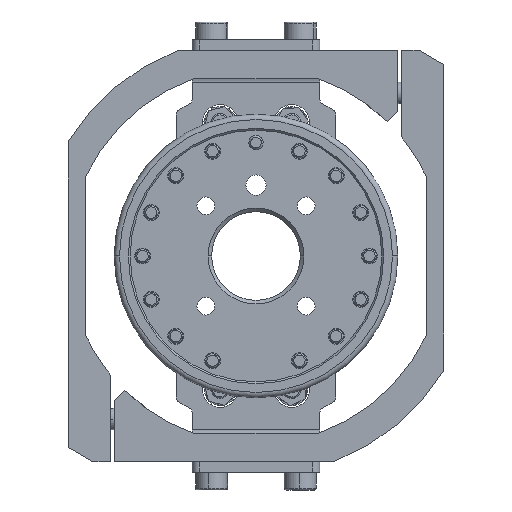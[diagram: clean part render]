
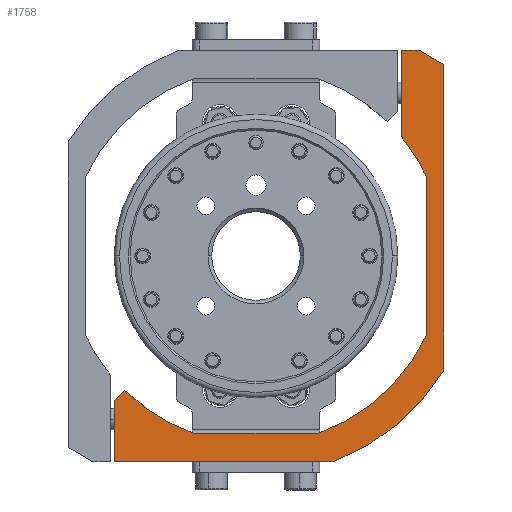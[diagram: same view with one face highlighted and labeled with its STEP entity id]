
A CAD part, left-side view. The second image highlights one B-rep face of the part: STEP entity #1758.
In plain terms, the highlighted planar face has unit normal (-1, 0, 0).
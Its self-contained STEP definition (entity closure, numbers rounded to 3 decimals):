
#71 = ORIENTED_EDGE ( 'NONE', *, *, #19151, .T. ) ;
#199 = EDGE_CURVE ( 'NONE', #3083, #11710, #11793, .T. ) ;
#284 = EDGE_CURVE ( 'NONE', #16466, #1313, #10895, .T. ) ;
#501 = EDGE_LOOP ( 'NONE', ( #17939, #71, #13631, #17514, #10703, #13329, #4900, #16047, #3130, #1941, #4260, #2242, #14607 ) ) ;
#645 = CARTESIAN_POINT ( 'NONE',  ( 831., -48., 1307.472 ) ) ;
#894 = VECTOR ( 'NONE', #1085, 1000. ) ;
#955 = VERTEX_POINT ( 'NONE', #15515 ) ;
#1085 = DIRECTION ( 'NONE',  ( 0., -1., 0. ) ) ;
#1106 = CARTESIAN_POINT ( 'NONE',  ( 831., -48., 1262.528 ) ) ;
#1313 = VERTEX_POINT ( 'NONE', #15684 ) ;
#1350 = DIRECTION ( 'NONE',  ( -1., 0., 0. ) ) ;
#1499 = DIRECTION ( 'NONE',  ( 0., 0., 1. ) ) ;
#1665 = VERTEX_POINT ( 'NONE', #645 ) ;
#1758 = ADVANCED_FACE ( 'NONE', ( #2401 ), #15474, .T. ) ;
#1941 = ORIENTED_EDGE ( 'NONE', *, *, #284, .T. ) ;
#2242 = ORIENTED_EDGE ( 'NONE', *, *, #14603, .F. ) ;
#2401 = FACE_OUTER_BOUND ( 'NONE', #501, .T. ) ;
#2692 = CARTESIAN_POINT ( 'NONE',  ( 831., 40., 1227. ) ) ;
#2770 = DIRECTION ( 'NONE',  ( 0., 1., 0. ) ) ;
#2927 = DIRECTION ( 'NONE',  ( 0., 0., 1. ) ) ;
#3023 = CARTESIAN_POINT ( 'NONE',  ( 831., -36.633, 1348.45 ) ) ;
#3083 = VERTEX_POINT ( 'NONE', #18678 ) ;
#3130 = ORIENTED_EDGE ( 'NONE', *, *, #7943, .F. ) ;
#3444 = AXIS2_PLACEMENT_3D ( 'NONE', #11668, #8868, #19015 ) ;
#3729 = AXIS2_PLACEMENT_3D ( 'NONE', #13460, #1350, #7257 ) ;
#4260 = ORIENTED_EDGE ( 'NONE', *, *, #5113, .F. ) ;
#4322 = EDGE_CURVE ( 'NONE', #1665, #17184, #10850, .T. ) ;
#4611 = LINE ( 'NONE', #10521, #13779 ) ;
#4900 = ORIENTED_EDGE ( 'NONE', *, *, #199, .F. ) ;
#5106 = DIRECTION ( 'NONE',  ( -1., 0., 0. ) ) ;
#5113 = EDGE_CURVE ( 'NONE', #11326, #1313, #14782, .T. ) ;
#6060 = VERTEX_POINT ( 'NONE', #16824 ) ;
#6071 = LINE ( 'NONE', #11986, #18932 ) ;
#6205 = AXIS2_PLACEMENT_3D ( 'NONE', #6314, #14855, #13689 ) ;
#6314 = CARTESIAN_POINT ( 'NONE',  ( 831., 0., 1285. ) ) ;
#6337 = LINE ( 'NONE', #12351, #9964 ) ;
#6801 = VECTOR ( 'NONE', #11933, 1000. ) ;
#7017 = EDGE_CURVE ( 'NONE', #17184, #7455, #6071, .T. ) ;
#7257 = DIRECTION ( 'NONE',  ( 0., 1., 0. ) ) ;
#7455 = VERTEX_POINT ( 'NONE', #8959 ) ;
#7758 = LINE ( 'NONE', #15123, #10722 ) ;
#7842 = AXIS2_PLACEMENT_3D ( 'NONE', #16321, #16141, #2770 ) ;
#7943 = EDGE_CURVE ( 'NONE', #16466, #955, #14572, .T. ) ;
#8407 = DIRECTION ( 'NONE',  ( 0., -1., 0. ) ) ;
#8646 = EDGE_CURVE ( 'NONE', #12883, #15817, #18335, .T. ) ;
#8868 = DIRECTION ( 'NONE',  ( -1., 0., 0. ) ) ;
#8959 = CARTESIAN_POINT ( 'NONE',  ( 831., -41., 1343. ) ) ;
#9964 = VECTOR ( 'NONE', #12054, 1000. ) ;
#10427 = EDGE_CURVE ( 'NONE', #17396, #12883, #4611, .T. ) ;
#10521 = CARTESIAN_POINT ( 'NONE',  ( 831., -53., 1343. ) ) ;
#10596 = LINE ( 'NONE', #16496, #894 ) ;
#10703 = ORIENTED_EDGE ( 'NONE', *, *, #4322, .F. ) ;
#10722 = VECTOR ( 'NONE', #17913, 1000. ) ;
#10794 = DIRECTION ( 'NONE',  ( 0., 0.707, -0.707 ) ) ;
#10817 = CARTESIAN_POINT ( 'NONE',  ( 831., -53., 1252.829 ) ) ;
#10850 = CIRCLE ( 'NONE', #3729, 53. ) ;
#10895 = LINE ( 'NONE', #12537, #16418 ) ;
#11001 = VECTOR ( 'NONE', #2927, 1000. ) ;
#11326 = VERTEX_POINT ( 'NONE', #2692 ) ;
#11668 = CARTESIAN_POINT ( 'NONE',  ( 831., 0., 1285. ) ) ;
#11710 = VERTEX_POINT ( 'NONE', #1106 ) ;
#11793 = CIRCLE ( 'NONE', #3444, 53. ) ;
#11796 = CARTESIAN_POINT ( 'NONE',  ( 831., -21.909, 1227. ) ) ;
#11933 = DIRECTION ( 'NONE',  ( 0., 0.866, 0.5 ) ) ;
#11986 = CARTESIAN_POINT ( 'NONE',  ( 831., -41., 1343. ) ) ;
#12054 = DIRECTION ( 'NONE',  ( 0., 1., 0. ) ) ;
#12119 = EDGE_CURVE ( 'NONE', #7455, #6060, #10596, .T. ) ;
#12351 = CARTESIAN_POINT ( 'NONE',  ( 831., 40., 1227. ) ) ;
#12357 = EDGE_CURVE ( 'NONE', #11710, #1665, #17638, .T. ) ;
#12537 = CARTESIAN_POINT ( 'NONE',  ( 831., -0.385, 1284.615 ) ) ;
#12883 = VERTEX_POINT ( 'NONE', #10817 ) ;
#13324 = CARTESIAN_POINT ( 'NONE',  ( 831., 40., 1227. ) ) ;
#13329 = ORIENTED_EDGE ( 'NONE', *, *, #12357, .F. ) ;
#13435 = CARTESIAN_POINT ( 'NONE',  ( 831., -53., 1339. ) ) ;
#13460 = CARTESIAN_POINT ( 'NONE',  ( 831., 0., 1285. ) ) ;
#13619 = VECTOR ( 'NONE', #1499, 1000. ) ;
#13631 = ORIENTED_EDGE ( 'NONE', *, *, #12119, .F. ) ;
#13689 = DIRECTION ( 'NONE',  ( 0., -1., 0. ) ) ;
#13779 = VECTOR ( 'NONE', #16421, 1000. ) ;
#14572 = CIRCLE ( 'NONE', #6205, 53. ) ;
#14603 = EDGE_CURVE ( 'NONE', #15817, #11326, #6337, .T. ) ;
#14607 = ORIENTED_EDGE ( 'NONE', *, *, #8646, .F. ) ;
#14782 = LINE ( 'NONE', #13324, #13619 ) ;
#14855 = DIRECTION ( 'NONE',  ( -1., 0., 0. ) ) ;
#15123 = CARTESIAN_POINT ( 'NONE',  ( 831., -17.578, 1235. ) ) ;
#15326 = AXIS2_PLACEMENT_3D ( 'NONE', #18370, #5106, #8407 ) ;
#15474 = PLANE ( 'NONE',  #15326 ) ;
#15515 = CARTESIAN_POINT ( 'NONE',  ( 831., 17.578, 1235. ) ) ;
#15684 = CARTESIAN_POINT ( 'NONE',  ( 831., 40., 1244.229 ) ) ;
#15761 = CARTESIAN_POINT ( 'NONE',  ( 831., -41., 1318.586 ) ) ;
#15817 = VERTEX_POINT ( 'NONE', #11796 ) ;
#15997 = CARTESIAN_POINT ( 'NONE',  ( 831., 37.089, 1247.14 ) ) ;
#16047 = ORIENTED_EDGE ( 'NONE', *, *, #16656, .F. ) ;
#16141 = DIRECTION ( 'NONE',  ( 1., 0., 0. ) ) ;
#16292 = LINE ( 'NONE', #3023, #6801 ) ;
#16321 = CARTESIAN_POINT ( 'NONE',  ( 831., 0., 1285. ) ) ;
#16418 = VECTOR ( 'NONE', #10794, 1000. ) ;
#16421 = DIRECTION ( 'NONE',  ( 0., 0., -1. ) ) ;
#16466 = VERTEX_POINT ( 'NONE', #15997 ) ;
#16496 = CARTESIAN_POINT ( 'NONE',  ( 831., -53., 1343. ) ) ;
#16656 = EDGE_CURVE ( 'NONE', #955, #3083, #7758, .T. ) ;
#16824 = CARTESIAN_POINT ( 'NONE',  ( 831., -46.072, 1343. ) ) ;
#17184 = VERTEX_POINT ( 'NONE', #15761 ) ;
#17396 = VERTEX_POINT ( 'NONE', #13435 ) ;
#17486 = DIRECTION ( 'NONE',  ( 0., 0., 1. ) ) ;
#17514 = ORIENTED_EDGE ( 'NONE', *, *, #7017, .F. ) ;
#17638 = LINE ( 'NONE', #19092, #11001 ) ;
#17913 = DIRECTION ( 'NONE',  ( 0., -1., 0. ) ) ;
#17939 = ORIENTED_EDGE ( 'NONE', *, *, #10427, .F. ) ;
#18335 = CIRCLE ( 'NONE', #7842, 62. ) ;
#18370 = CARTESIAN_POINT ( 'NONE',  ( 831., 0., 1285. ) ) ;
#18678 = CARTESIAN_POINT ( 'NONE',  ( 831., -17.578, 1235. ) ) ;
#18932 = VECTOR ( 'NONE', #17486, 1000. ) ;
#19015 = DIRECTION ( 'NONE',  ( 0., 1., 0. ) ) ;
#19092 = CARTESIAN_POINT ( 'NONE',  ( 831., -48., 1262.528 ) ) ;
#19151 = EDGE_CURVE ( 'NONE', #17396, #6060, #16292, .T. ) ;
